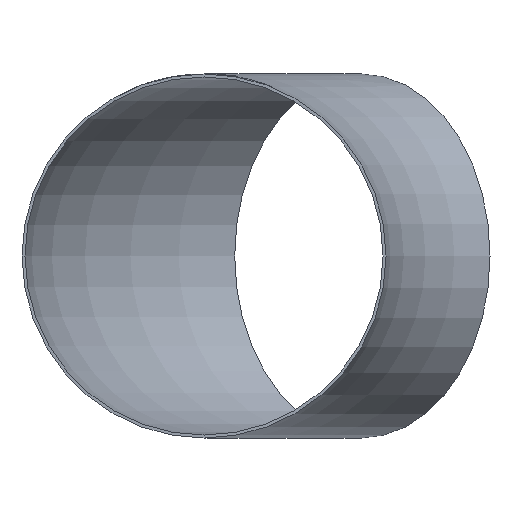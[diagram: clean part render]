
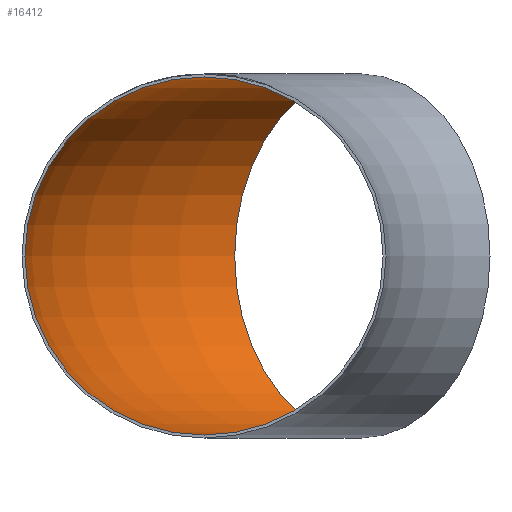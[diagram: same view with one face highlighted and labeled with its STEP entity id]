
A CAD part, front view. The second image highlights one B-rep face of the part: STEP entity #16412.
In plain terms, the highlighted toroidal (fillet/blend) face has major radius 450 mm and minor radius 150 mm.
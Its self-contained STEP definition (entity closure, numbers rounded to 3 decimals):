
#1293 = AXIS2_PLACEMENT_3D ( 'NONE', #18785, #25832, #17742 ) ;
#4714 = CARTESIAN_POINT ( 'NONE',  ( -318.198, 318.198, 0. ) ) ;
#5329 = DIRECTION ( 'NONE',  ( 0.707, 0.707, 0. ) ) ;
#5674 = CARTESIAN_POINT ( 'NONE',  ( -424.264, 424.264, 0. ) ) ;
#5912 = AXIS2_PLACEMENT_3D ( 'NONE', #4714, #5329, #21760 ) ;
#7120 = FACE_OUTER_BOUND ( 'NONE', #28937, .T. ) ;
#7560 = VERTEX_POINT ( 'NONE', #5674 ) ;
#7829 = CIRCLE ( 'NONE', #1293, 150. ) ;
#9522 = EDGE_CURVE ( 'NONE', #21951, #21951, #7829, .T. ) ;
#9922 = CIRCLE ( 'NONE', #5912, 150. ) ;
#10421 = ORIENTED_EDGE ( 'NONE', *, *, #9522, .F. ) ;
#11731 = TOROIDAL_SURFACE ( 'NONE', #29254, 450., 150. ) ;
#12641 = EDGE_CURVE ( 'NONE', #7560, #7560, #9922, .T. ) ;
#14634 = DIRECTION ( 'NONE',  ( 0., 0., -1. ) ) ;
#16200 = ORIENTED_EDGE ( 'NONE', *, *, #12641, .T. ) ;
#16359 = FACE_OUTER_BOUND ( 'NONE', #17821, .T. ) ;
#16412 = ADVANCED_FACE ( 'NONE', ( #7120, #16359 ), #11731, .F. ) ;
#17742 = DIRECTION ( 'NONE',  ( 0., 0., 1. ) ) ;
#17821 = EDGE_LOOP ( 'NONE', ( #10421 ) ) ;
#18785 = CARTESIAN_POINT ( 'NONE',  ( -450., 0., 0. ) ) ;
#21760 = DIRECTION ( 'NONE',  ( -0.707, 0.707, 0. ) ) ;
#21951 = VERTEX_POINT ( 'NONE', #27126 ) ;
#25832 = DIRECTION ( 'NONE',  ( 0., 1., 0. ) ) ;
#26858 = DIRECTION ( 'NONE',  ( -1., 0., 0. ) ) ;
#27126 = CARTESIAN_POINT ( 'NONE',  ( -450., 0., 150. ) ) ;
#28937 = EDGE_LOOP ( 'NONE', ( #16200 ) ) ;
#29254 = AXIS2_PLACEMENT_3D ( 'NONE', #29515, #14634, #26858 ) ;
#29515 = CARTESIAN_POINT ( 'NONE',  ( 0., 0., 0. ) ) ;
